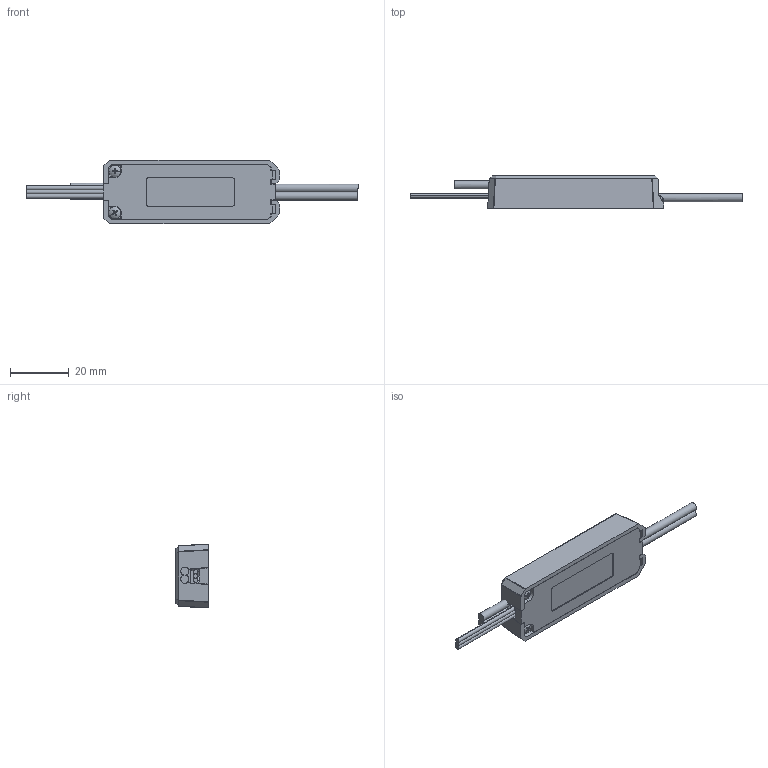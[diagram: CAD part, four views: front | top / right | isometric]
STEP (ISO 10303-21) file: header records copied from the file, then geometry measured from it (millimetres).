
FILE_DESCRIPTION (( 'STEP AP214' ), '1' );
FILE_NAME ('REV-31-1230.STEP', '2018-08-10T21:22:09', ( '' ), ( '' ), 'SwSTEP 2.0', 'SolidWorks 2017', '' );
FILE_SCHEMA (( 'AUTOMOTIVE_DESIGN' ));
Length unit declared in the file: millimetre
Products named in the file (7): REV-31-1230; REV-31-1230-1; rev311230b; PWM Wires; Power and Motor Wires; REV-31-1230-2; cross recessed thread forming screws gb_GB_CROSS_SCREWS_TYPE138 M2X6X5.2-N
Assembly tree (8 placements, depth 3):
  REV-31-1230
    rev311230b
      PWM Wires
      Power and Motor Wires  x2
    REV-31-1230-1
    REV-31-1230-2
    cross recessed thread forming screws gb_GB_CROSS_SCREWS_TYPE138 M2X6X5.2-N  x2
Bounding box: 113.2 x 11.1 x 21.78 mm (x, y, z)
Volume: 7250.4 mm3; surface area: 10884.6 mm2
Topology: 7 solids, 7 shells, 574 faces, 1507 edges, 917 vertices
Faces by surface type: plane 283, cylinder 169, sphere 45, bspline 28, cone 25, torus 24
Entity records: 17551 total; most frequent: CARTESIAN_POINT 4476, ORIENTED_EDGE 2758, DIRECTION 2482, EDGE_CURVE 1379, LINE 872, VECTOR 872, VERTEX_POINT 856, AXIS2_PLACEMENT_3D 805
